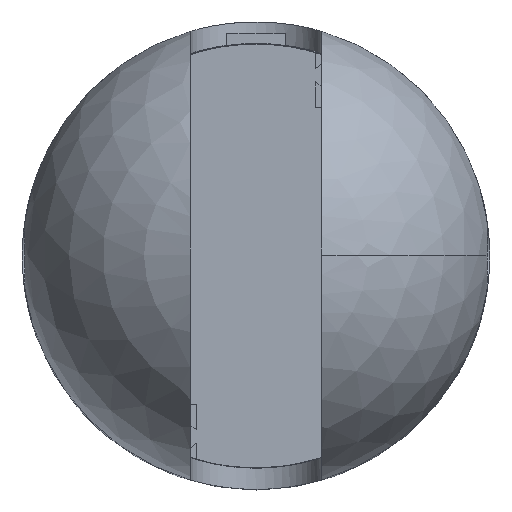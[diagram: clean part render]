
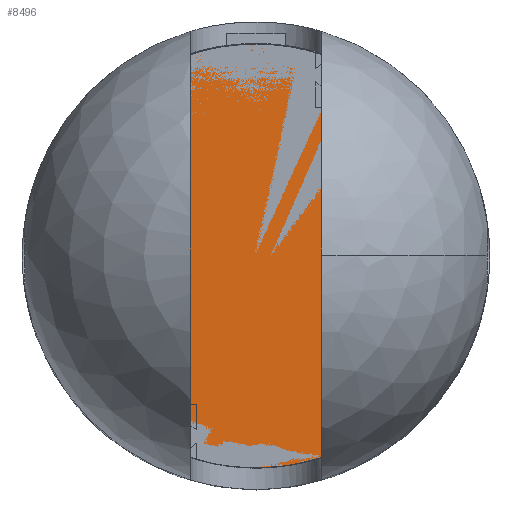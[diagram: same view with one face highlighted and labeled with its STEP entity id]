
A CAD part, top view. The second image highlights one B-rep face of the part: STEP entity #8496.
In plain terms, the highlighted planar face has unit normal (0, 0, -1).
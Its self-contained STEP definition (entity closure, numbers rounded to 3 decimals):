
#73 = CYLINDRICAL_SURFACE('',#74,50.);
#74 = AXIS2_PLACEMENT_3D('',#75,#76,#77);
#75 = CARTESIAN_POINT('',(0.,0.,100.));
#76 = DIRECTION('',(0.,0.,-1.));
#77 = DIRECTION('',(1.,0.,0.));
#1428 = VERTEX_POINT('',#1429);
#1429 = CARTESIAN_POINT('',(-18.2,-46.57,55.));
#1456 = EDGE_CURVE('',#1428,#1457,#1459,.T.);
#1457 = VERTEX_POINT('',#1458);
#1458 = CARTESIAN_POINT('',(-17.438,-46.861,55.));
#1459 = SURFACE_CURVE('',#1460,(#1465,#1472),.PCURVE_S1.);
#1460 = CIRCLE('',#1461,50.);
#1461 = AXIS2_PLACEMENT_3D('',#1462,#1463,#1464);
#1462 = CARTESIAN_POINT('',(0.,0.,55.));
#1463 = DIRECTION('',(-0.,0.,-1.));
#1464 = DIRECTION('',(-1.,0.,0.));
#1465 = PCURVE('',#73,#1466);
#1466 = DEFINITIONAL_REPRESENTATION('',(#1467),#1471);
#1467 = LINE('',#1468,#1469);
#1468 = CARTESIAN_POINT('',(-3.142,45.));
#1469 = VECTOR('',#1470,1.);
#1470 = DIRECTION('',(1.,0.));
#1471 = ( GEOMETRIC_REPRESENTATION_CONTEXT(2) 
PARAMETRIC_REPRESENTATION_CONTEXT() REPRESENTATION_CONTEXT('2D SPACE',''
  ) );
#1472 = PCURVE('',#1473,#1478);
#1473 = PLANE('',#1474);
#1474 = AXIS2_PLACEMENT_3D('',#1475,#1476,#1477);
#1475 = CARTESIAN_POINT('',(-16.386,-42.5,55.));
#1476 = DIRECTION('',(0.,0.,1.));
#1477 = DIRECTION('',(-0.,-1.,0.));
#1478 = DEFINITIONAL_REPRESENTATION('',(#1479),#1487);
#1479 = ( BOUNDED_CURVE() B_SPLINE_CURVE(2,(#1480,#1481,#1482,#1483,
#1484,#1485,#1486),.UNSPECIFIED.,.T.,.F.) B_SPLINE_CURVE_WITH_KNOTS((1,2
    ,2,2,2,1),(-2.094,0.,2.094,4.189,
6.283,8.378),.UNSPECIFIED.) CURVE() 
GEOMETRIC_REPRESENTATION_ITEM() RATIONAL_B_SPLINE_CURVE((1.,0.5,1.,0.5,
1.,0.5,1.)) REPRESENTATION_ITEM('') );
#1480 = CARTESIAN_POINT('',(-42.5,-33.614));
#1481 = CARTESIAN_POINT('',(-129.103,-33.614));
#1482 = CARTESIAN_POINT('',(-85.801,41.386));
#1483 = CARTESIAN_POINT('',(-42.5,116.386));
#1484 = CARTESIAN_POINT('',(0.801,41.386));
#1485 = CARTESIAN_POINT('',(44.103,-33.614));
#1486 = CARTESIAN_POINT('',(-42.5,-33.614));
#1487 = ( GEOMETRIC_REPRESENTATION_CONTEXT(2) 
PARAMETRIC_REPRESENTATION_CONTEXT() REPRESENTATION_CONTEXT('2D SPACE',''
  ) );
#7512 = PLANE('',#7513);
#7513 = AXIS2_PLACEMENT_3D('',#7514,#7515,#7516);
#7514 = CARTESIAN_POINT('',(-18.2,-47.5,0.));
#7515 = DIRECTION('',(-0.643,0.766,0.
    ));
#7516 = DIRECTION('',(0.766,0.643,0.)
  );
#7540 = PLANE('',#7541);
#7541 = AXIS2_PLACEMENT_3D('',#7542,#7543,#7544);
#7542 = CARTESIAN_POINT('',(-18.2,-37.5,0.));
#7543 = DIRECTION('',(1.,0.,-0.));
#7544 = DIRECTION('',(-0.,-1.,0.));
#8496 = ADVANCED_FACE('',(#8497),#1473,.F.);
#8497 = FACE_BOUND('',#8498,.F.);
#8498 = EDGE_LOOP('',(#8499,#8500,#8523));
#8499 = ORIENTED_EDGE('',*,*,#1456,.T.);
#8500 = ORIENTED_EDGE('',*,*,#8501,.T.);
#8501 = EDGE_CURVE('',#1428,#8502,#8504,.T.);
#8502 = VERTEX_POINT('',#8503);
#8503 = CARTESIAN_POINT('',(-18.2,-47.5,55.));
#8504 = SURFACE_CURVE('',#8505,(#8509,#8516),.PCURVE_S1.);
#8505 = LINE('',#8506,#8507);
#8506 = CARTESIAN_POINT('',(-18.2,-37.5,55.));
#8507 = VECTOR('',#8508,1.);
#8508 = DIRECTION('',(0.,-1.,0.));
#8509 = PCURVE('',#1473,#8510);
#8510 = DEFINITIONAL_REPRESENTATION('',(#8511),#8515);
#8511 = LINE('',#8512,#8513);
#8512 = CARTESIAN_POINT('',(-5.,-1.814));
#8513 = VECTOR('',#8514,1.);
#8514 = DIRECTION('',(1.,0.));
#8515 = ( GEOMETRIC_REPRESENTATION_CONTEXT(2) 
PARAMETRIC_REPRESENTATION_CONTEXT() REPRESENTATION_CONTEXT('2D SPACE',''
  ) );
#8516 = PCURVE('',#7540,#8517);
#8517 = DEFINITIONAL_REPRESENTATION('',(#8518),#8522);
#8518 = LINE('',#8519,#8520);
#8519 = CARTESIAN_POINT('',(0.,-55.));
#8520 = VECTOR('',#8521,1.);
#8521 = DIRECTION('',(1.,0.));
#8522 = ( GEOMETRIC_REPRESENTATION_CONTEXT(2) 
PARAMETRIC_REPRESENTATION_CONTEXT() REPRESENTATION_CONTEXT('2D SPACE',''
  ) );
#8523 = ORIENTED_EDGE('',*,*,#8524,.T.);
#8524 = EDGE_CURVE('',#8502,#1457,#8525,.T.);
#8525 = SURFACE_CURVE('',#8526,(#8530,#8537),.PCURVE_S1.);
#8526 = LINE('',#8527,#8528);
#8527 = CARTESIAN_POINT('',(-18.2,-47.5,55.));
#8528 = VECTOR('',#8529,1.);
#8529 = DIRECTION('',(0.766,0.643,0.)
  );
#8530 = PCURVE('',#1473,#8531);
#8531 = DEFINITIONAL_REPRESENTATION('',(#8532),#8536);
#8532 = LINE('',#8533,#8534);
#8533 = CARTESIAN_POINT('',(5.,-1.814));
#8534 = VECTOR('',#8535,1.);
#8535 = DIRECTION('',(-0.643,0.766));
#8536 = ( GEOMETRIC_REPRESENTATION_CONTEXT(2) 
PARAMETRIC_REPRESENTATION_CONTEXT() REPRESENTATION_CONTEXT('2D SPACE',''
  ) );
#8537 = PCURVE('',#7512,#8538);
#8538 = DEFINITIONAL_REPRESENTATION('',(#8539),#8543);
#8539 = LINE('',#8540,#8541);
#8540 = CARTESIAN_POINT('',(0.,-55.));
#8541 = VECTOR('',#8542,1.);
#8542 = DIRECTION('',(1.,0.));
#8543 = ( GEOMETRIC_REPRESENTATION_CONTEXT(2) 
PARAMETRIC_REPRESENTATION_CONTEXT() REPRESENTATION_CONTEXT('2D SPACE',''
  ) );
